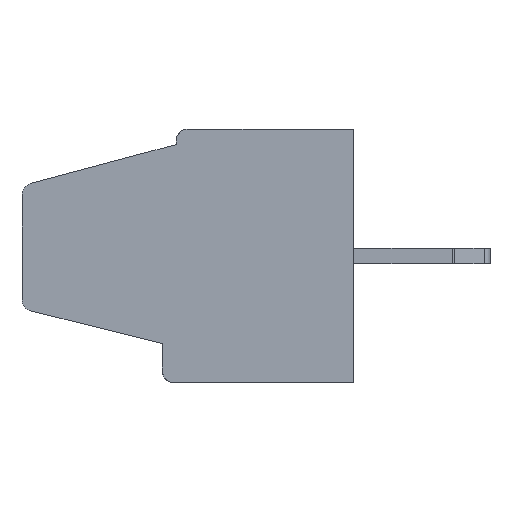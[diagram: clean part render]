
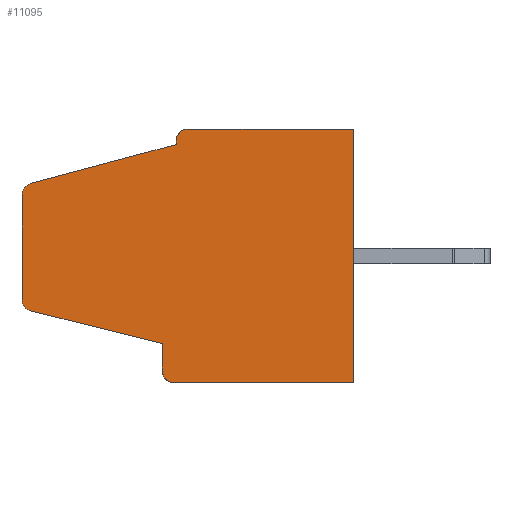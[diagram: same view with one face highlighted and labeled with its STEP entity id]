
A CAD part, left-side view. The second image highlights one B-rep face of the part: STEP entity #11095.
In plain terms, the highlighted planar face has unit normal (-1, 0, 0).
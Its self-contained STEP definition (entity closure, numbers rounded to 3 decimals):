
#1341=DIRECTION('',(0.,-1.,0.));
#1342=VECTOR('',#1341,4.6);
#1343=CARTESIAN_POINT('',(0.,4.6,
-6.5));
#1344=LINE('',#1343,#1342);
#2917=DIRECTION('',(0.,0.,-1.));
#2918=VECTOR('',#2917,2.685);
#2919=CARTESIAN_POINT('',(0.,8.5,
-1.68));
#2920=LINE('',#2919,#2918);
#3307=CARTESIAN_POINT('',(0.,8.2,
-4.365));
#3308=DIRECTION('',(-1.,0.,0.));
#3309=DIRECTION('',(0.,1.,-0.001));
#3310=AXIS2_PLACEMENT_3D('',#3307,#3308,#3309);
#3324=DIRECTION('',(0.,-0.97,-0.242));
#3325=VECTOR('',#3324,3.476);
#3326=CARTESIAN_POINT('',(0.,8.273,
-4.657));
#3327=LINE('',#3326,#3325);
#3422=DIRECTION('',(0.,1.,0.));
#3423=VECTOR('',#3422,4.25);
#3424=CARTESIAN_POINT('',(0.,0.,0.));
#3425=LINE('',#3424,#3423);
#3426=DIRECTION('',(0.,0.,1.));
#3427=VECTOR('',#3426,6.5);
#3428=CARTESIAN_POINT('',(0.,0.,-6.5));
#3429=LINE('',#3428,#3427);
#3430=CARTESIAN_POINT('',(0.,4.9,-6.2));
#3431=CARTESIAN_POINT('',(0.,4.899,-6.278));
#3432=CARTESIAN_POINT('',(0.,4.835,-6.435));
#3433=CARTESIAN_POINT('',(0.,4.678,
-6.499));
#3434=CARTESIAN_POINT('',(0.,4.6,
-6.5));
#3510=DIRECTION('',(0.,0.,-1.));
#3511=VECTOR('',#3510,0.702);
#3512=CARTESIAN_POINT('',(0.,4.9,-5.498));
#3513=LINE('',#3512,#3511);
#3527=CARTESIAN_POINT('',(0.,8.2,
-1.68));
#3528=DIRECTION('',(-1.,0.,0.));
#3529=DIRECTION('',(0.,0.259,0.966));
#3530=AXIS2_PLACEMENT_3D('',#3527,#3528,#3529);
#3540=DIRECTION('',(0.,0.966,-0.259));
#3541=VECTOR('',#3540,3.859);
#3542=CARTESIAN_POINT('',(0.,4.55,-0.392));
#3543=LINE('',#3542,#3541);
#3556=DIRECTION('',(0.,0.001,-1.));
#3557=VECTOR('',#3556,0.092);
#3558=CARTESIAN_POINT('',(0.,4.55,
-0.3));
#3559=LINE('',#3558,#3557);
#3574=CARTESIAN_POINT('',(0.,4.25,
0.));
#3575=CARTESIAN_POINT('',(0.,4.328,
-0.001));
#3576=CARTESIAN_POINT('',(0.,4.485,
-0.065));
#3577=CARTESIAN_POINT('',(0.,4.549,
-0.222));
#3578=CARTESIAN_POINT('',(0.,4.55,
-0.3));
#4827=CARTESIAN_POINT('',(0.,0.,-6.5));
#4828=CARTESIAN_POINT('',(0.,0.,0.));
#4829=VERTEX_POINT('',#4827);
#4830=VERTEX_POINT('',#4828);
#4849=CARTESIAN_POINT('',(0.,4.25,
0.));
#4850=VERTEX_POINT('',#4849);
#4859=VERTEX_POINT('',#3578);
#4860=CARTESIAN_POINT('',(0.,8.278,
-1.39));
#4861=CARTESIAN_POINT('',(0.,8.5,
-1.68));
#4862=VERTEX_POINT('',#4860);
#4863=VERTEX_POINT('',#4861);
#4864=CARTESIAN_POINT('',(0.,8.5,
-4.366));
#4865=CARTESIAN_POINT('',(0.,8.273,
-4.657));
#4866=VERTEX_POINT('',#4864);
#4867=VERTEX_POINT('',#4865);
#4868=CARTESIAN_POINT('',(0.,4.9,-5.498));
#4869=CARTESIAN_POINT('',(0.,4.9,-6.2));
#4870=VERTEX_POINT('',#4868);
#4871=VERTEX_POINT('',#4869);
#4872=VERTEX_POINT('',#3434);
#4873=CARTESIAN_POINT('',(0.,4.55,-0.392));
#4874=VERTEX_POINT('',#4873);
#11070=CARTESIAN_POINT('',(0.,4.25,-3.25));
#11071=DIRECTION('',(1.,0.,0.));
#11072=DIRECTION('',(0.,0.,-1.));
#11073=AXIS2_PLACEMENT_3D('',#11070,#11071,#11072);
#11074=PLANE('',#11073);
#11076=ORIENTED_EDGE('',*,*,#11075,.F.);
#11078=ORIENTED_EDGE('',*,*,#11077,.F.);
#11079=ORIENTED_EDGE('',*,*,#10958,.F.);
#11080=ORIENTED_EDGE('',*,*,#10939,.F.);
#11081=ORIENTED_EDGE('',*,*,#10560,.F.);
#11083=ORIENTED_EDGE('',*,*,#11082,.F.);
#11085=ORIENTED_EDGE('',*,*,#11084,.F.);
#11087=ORIENTED_EDGE('',*,*,#11086,.F.);
#11089=ORIENTED_EDGE('',*,*,#11088,.F.);
#11090=ORIENTED_EDGE('',*,*,#10069,.F.);
#11091=ORIENTED_EDGE('',*,*,#8127,.F.);
#11092=ORIENTED_EDGE('',*,*,#8112,.F.);
#11093=EDGE_LOOP('',(#11076,#11078,#11079,#11080,#11081,#11083,#11085,#11087,
#11089,#11090,#11091,#11092));
#11094=FACE_OUTER_BOUND('',#11093,.F.);
#3311=CIRCLE('',#3310,0.3);
#3435=B_SPLINE_CURVE_WITH_KNOTS('',3,(#3430,#3431,#3432,#3433,#3434),
.UNSPECIFIED.,.F.,.F.,(4,1,4),(0.,0.5,1.),.UNSPECIFIED.);
#3531=CIRCLE('',#3530,0.3);
#3579=B_SPLINE_CURVE_WITH_KNOTS('',3,(#3574,#3575,#3576,#3577,#3578),
.UNSPECIFIED.,.F.,.F.,(4,1,4),(0.,0.5,1.),.UNSPECIFIED.);
#8112=EDGE_CURVE('',#4872,#4829,#1344,.T.);
#8127=EDGE_CURVE('',#4829,#4830,#3429,.T.);
#10069=EDGE_CURVE('',#4830,#4850,#3425,.T.);
#10560=EDGE_CURVE('',#4863,#4866,#2920,.T.);
#10939=EDGE_CURVE('',#4866,#4867,#3311,.T.);
#10958=EDGE_CURVE('',#4867,#4870,#3327,.T.);
#11075=EDGE_CURVE('',#4871,#4872,#3435,.T.);
#11077=EDGE_CURVE('',#4870,#4871,#3513,.T.);
#11082=EDGE_CURVE('',#4862,#4863,#3531,.T.);
#11084=EDGE_CURVE('',#4874,#4862,#3543,.T.);
#11086=EDGE_CURVE('',#4859,#4874,#3559,.T.);
#11088=EDGE_CURVE('',#4850,#4859,#3579,.T.);
#11095=ADVANCED_FACE('',(#11094),#11074,.F.);
